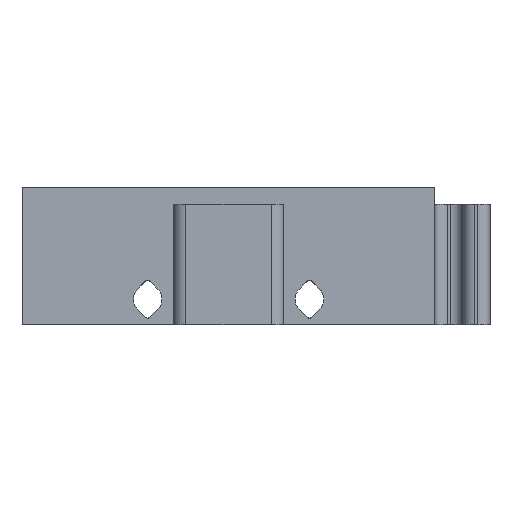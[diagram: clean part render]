
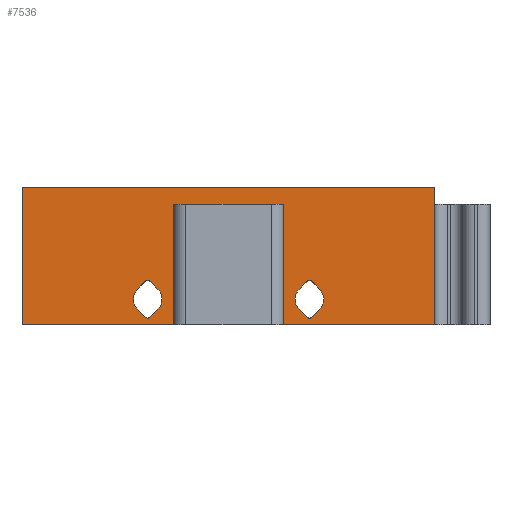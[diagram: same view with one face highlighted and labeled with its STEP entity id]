
A CAD part, left-side view. The second image highlights one B-rep face of the part: STEP entity #7536.
In plain terms, the highlighted planar face has unit normal (-1, 0, 0).
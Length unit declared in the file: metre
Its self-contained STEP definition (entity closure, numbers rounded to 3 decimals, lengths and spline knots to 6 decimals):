
#139=CIRCLE('',#8027,0.0004);
#149=CIRCLE('',#8053,0.002075);
#150=CIRCLE('',#8054,0.0004);
#151=CIRCLE('',#8055,0.002075);
#152=CIRCLE('',#8056,0.0004);
#153=CIRCLE('',#8057,0.002075);
#154=CIRCLE('',#8058,0.002075);
#155=CIRCLE('',#8059,0.0004);
#412=PLANE('',#8052);
#673=LINE('',#10958,#1461);
#832=LINE('',#11484,#1620);
#840=LINE('',#11516,#1628);
#967=LINE('',#11907,#1755);
#968=LINE('',#11912,#1756);
#969=LINE('',#11916,#1757);
#970=LINE('',#11920,#1758);
#971=LINE('',#11923,#1759);
#972=LINE('',#11924,#1760);
#973=LINE('',#11925,#1761);
#974=LINE('',#11927,#1762);
#975=LINE('',#11929,#1763);
#976=LINE('',#11933,#1764);
#977=LINE('',#11934,#1765);
#978=LINE('',#11938,#1766);
#979=LINE('',#11942,#1767);
#1461=VECTOR('',#8557,1.);
#1620=VECTOR('',#8864,1.);
#1628=VECTOR('',#8888,1.);
#1755=VECTOR('',#9237,1.);
#1756=VECTOR('',#9240,1.);
#1757=VECTOR('',#9243,1.);
#1758=VECTOR('',#9246,1.);
#1759=VECTOR('',#9249,1.);
#1760=VECTOR('',#9250,1.);
#1761=VECTOR('',#9251,1.);
#1762=VECTOR('',#9252,1.);
#1763=VECTOR('',#9253,1.);
#1764=VECTOR('',#9256,1.);
#1765=VECTOR('',#9257,1.);
#1766=VECTOR('',#9260,1.);
#1767=VECTOR('',#9263,1.);
#2982=ORIENTED_EDGE('',*,*,#5060,.F.);
#2983=ORIENTED_EDGE('',*,*,#5061,.T.);
#2984=ORIENTED_EDGE('',*,*,#5062,.F.);
#2985=ORIENTED_EDGE('',*,*,#5063,.T.);
#2986=ORIENTED_EDGE('',*,*,#5064,.T.);
#2987=ORIENTED_EDGE('',*,*,#5065,.T.);
#2988=ORIENTED_EDGE('',*,*,#5066,.T.);
#2989=ORIENTED_EDGE('',*,*,#5067,.T.);
#2990=ORIENTED_EDGE('',*,*,#5068,.T.);
#2991=ORIENTED_EDGE('',*,*,#4621,.F.);
#2992=ORIENTED_EDGE('',*,*,#5069,.T.);
#2993=ORIENTED_EDGE('',*,*,#4866,.T.);
#2994=ORIENTED_EDGE('',*,*,#5070,.F.);
#2995=ORIENTED_EDGE('',*,*,#5071,.F.);
#2996=ORIENTED_EDGE('',*,*,#5072,.T.);
#2997=ORIENTED_EDGE('',*,*,#4850,.T.);
#2998=ORIENTED_EDGE('',*,*,#5073,.F.);
#2999=ORIENTED_EDGE('',*,*,#5074,.T.);
#3000=ORIENTED_EDGE('',*,*,#5026,.F.);
#3001=ORIENTED_EDGE('',*,*,#5075,.F.);
#3002=ORIENTED_EDGE('',*,*,#5076,.F.);
#3003=ORIENTED_EDGE('',*,*,#5077,.F.);
#3004=ORIENTED_EDGE('',*,*,#5078,.F.);
#3005=ORIENTED_EDGE('',*,*,#5079,.T.);
#4621=EDGE_CURVE('',#5717,#5718,#673,.F.);
#4850=EDGE_CURVE('',#5931,#5930,#832,.F.);
#4866=EDGE_CURVE('',#5879,#5946,#840,.F.);
#5026=EDGE_CURVE('',#6074,#6075,#139,.F.);
#5060=EDGE_CURVE('',#6100,#6101,#967,.T.);
#5061=EDGE_CURVE('',#6100,#6102,#149,.T.);
#5062=EDGE_CURVE('',#6103,#6102,#968,.T.);
#5063=EDGE_CURVE('',#6103,#6104,#150,.T.);
#5064=EDGE_CURVE('',#6104,#6105,#969,.T.);
#5065=EDGE_CURVE('',#6105,#6106,#151,.T.);
#5066=EDGE_CURVE('',#6106,#6107,#970,.T.);
#5067=EDGE_CURVE('',#6107,#6101,#152,.T.);
#5068=EDGE_CURVE('',#5930,#5718,#971,.T.);
#5069=EDGE_CURVE('',#5717,#5879,#972,.T.);
#5070=EDGE_CURVE('',#6108,#5946,#973,.T.);
#5071=EDGE_CURVE('',#6109,#6108,#974,.T.);
#5072=EDGE_CURVE('',#6109,#5931,#975,.F.);
#5073=EDGE_CURVE('',#6110,#6111,#153,.F.);
#5074=EDGE_CURVE('',#6110,#6075,#976,.T.);
#5075=EDGE_CURVE('',#6112,#6074,#977,.T.);
#5076=EDGE_CURVE('',#6113,#6112,#154,.F.);
#5077=EDGE_CURVE('',#6114,#6113,#978,.T.);
#5078=EDGE_CURVE('',#6115,#6114,#155,.F.);
#5079=EDGE_CURVE('',#6115,#6111,#979,.T.);
#5717=VERTEX_POINT('',#10959);
#5718=VERTEX_POINT('',#10960);
#5879=VERTEX_POINT('',#11382);
#5930=VERTEX_POINT('',#11483);
#5931=VERTEX_POINT('',#11485);
#5946=VERTEX_POINT('',#11515);
#6074=VERTEX_POINT('',#11838);
#6075=VERTEX_POINT('',#11840);
#6100=VERTEX_POINT('',#11908);
#6101=VERTEX_POINT('',#11909);
#6102=VERTEX_POINT('',#11911);
#6103=VERTEX_POINT('',#11913);
#6104=VERTEX_POINT('',#11915);
#6105=VERTEX_POINT('',#11917);
#6106=VERTEX_POINT('',#11919);
#6107=VERTEX_POINT('',#11921);
#6108=VERTEX_POINT('',#11926);
#6109=VERTEX_POINT('',#11928);
#6110=VERTEX_POINT('',#11931);
#6111=VERTEX_POINT('',#11932);
#6112=VERTEX_POINT('',#11935);
#6113=VERTEX_POINT('',#11937);
#6114=VERTEX_POINT('',#11939);
#6115=VERTEX_POINT('',#11941);
#6656=EDGE_LOOP('',(#2982,#2983,#2984,#2985,#2986,#2987,#2988,#2989));
#6657=EDGE_LOOP('',(#2990,#2991,#2992,#2993,#2994,#2995,#2996,#2997));
#6658=EDGE_LOOP('',(#2998,#2999,#3000,#3001,#3002,#3003,#3004,#3005));
#7074=FACE_BOUND('',#6656,.T.);
#7075=FACE_BOUND('',#6657,.T.);
#7076=FACE_BOUND('',#6658,.T.);
#7536=ADVANCED_FACE('',(#7074,#7075,#7076),#412,.F.);
#8027=AXIS2_PLACEMENT_3D('',#11839,#9168,#9169);
#8052=AXIS2_PLACEMENT_3D('',#11906,#9235,#9236);
#8053=AXIS2_PLACEMENT_3D('',#11910,#9238,#9239);
#8054=AXIS2_PLACEMENT_3D('',#11914,#9241,#9242);
#8055=AXIS2_PLACEMENT_3D('',#11918,#9244,#9245);
#8056=AXIS2_PLACEMENT_3D('',#11922,#9247,#9248);
#8057=AXIS2_PLACEMENT_3D('',#11930,#9254,#9255);
#8058=AXIS2_PLACEMENT_3D('',#11936,#9258,#9259);
#8059=AXIS2_PLACEMENT_3D('',#11940,#9261,#9262);
#8557=DIRECTION('',(0.,1.,0.));
#8864=DIRECTION('',(0.,1.,0.));
#8888=DIRECTION('',(0.,1.,0.));
#9168=DIRECTION('',(1.,0.,0.));
#9169=DIRECTION('',(0.,1.,0.));
#9235=DIRECTION('',(1.,0.,0.));
#9236=DIRECTION('',(0.,1.,0.));
#9237=DIRECTION('',(0.,-0.707,-0.707));
#9238=DIRECTION('',(1.,0.,0.));
#9239=DIRECTION('',(0.,1.,0.));
#9240=DIRECTION('',(0.,0.707,-0.707));
#9241=DIRECTION('',(1.,0.,0.));
#9242=DIRECTION('',(0.,1.,0.));
#9243=DIRECTION('',(0.,-0.707,-0.707));
#9244=DIRECTION('',(1.,0.,0.));
#9245=DIRECTION('',(0.,1.,0.));
#9246=DIRECTION('',(0.,0.707,-0.707));
#9247=DIRECTION('',(1.,0.,0.));
#9248=DIRECTION('',(0.,1.,0.));
#9249=DIRECTION('',(0.,0.,1.));
#9250=DIRECTION('',(0.,0.,-1.));
#9251=DIRECTION('',(0.,0.,-1.));
#9252=DIRECTION('',(0.,1.,0.));
#9253=DIRECTION('',(0.,0.,1.));
#9254=DIRECTION('',(1.,0.,0.));
#9255=DIRECTION('',(0.,1.,0.));
#9256=DIRECTION('',(0.,0.707,-0.707));
#9257=DIRECTION('',(0.,-0.707,-0.707));
#9258=DIRECTION('',(1.,0.,0.));
#9259=DIRECTION('',(0.,1.,0.));
#9260=DIRECTION('',(0.,0.707,-0.707));
#9261=DIRECTION('',(1.,0.,0.));
#9262=DIRECTION('',(0.,1.,0.));
#9263=DIRECTION('',(0.,-0.707,-0.707));
#10958=CARTESIAN_POINT('',(1.410025,1.542111,0.38));
#10959=CARTESIAN_POINT('',(1.410025,1.65,0.38));
#10960=CARTESIAN_POINT('',(1.410025,1.590025,0.38));
#11382=CARTESIAN_POINT('',(1.410025,1.65,0.36));
#11483=CARTESIAN_POINT('',(1.410025,1.590025,0.36));
#11484=CARTESIAN_POINT('',(1.410025,1.542111,0.36));
#11485=CARTESIAN_POINT('',(1.410025,1.614222,0.36));
#11515=CARTESIAN_POINT('',(1.410025,1.625778,0.36));
#11516=CARTESIAN_POINT('',(1.410025,1.662111,0.36));
#11838=CARTESIAN_POINT('',(1.410025,1.608549,0.361082));
#11839=CARTESIAN_POINT('',(1.410025,1.608267,0.361365));
#11840=CARTESIAN_POINT('',(1.410025,1.607984,0.361082));
#11906=CARTESIAN_POINT('',(1.410025,1.542111,0.38));
#11907=CARTESIAN_POINT('',(1.410025,1.596523,0.325588));
#11908=CARTESIAN_POINT('',(1.410025,1.633201,0.362266));
#11909=CARTESIAN_POINT('',(1.410025,1.632016,0.361082));
#11910=CARTESIAN_POINT('',(1.410025,1.631733,0.363733));
#11911=CARTESIAN_POINT('',(1.410025,1.633201,0.365201));
#11912=CARTESIAN_POINT('',(1.410025,1.580256,0.418145));
#11913=CARTESIAN_POINT('',(1.410025,1.632016,0.366385));
#11914=CARTESIAN_POINT('',(1.410025,1.631733,0.366102));
#11915=CARTESIAN_POINT('',(1.410025,1.631451,0.366385));
#11916=CARTESIAN_POINT('',(1.410025,1.593588,0.328523));
#11917=CARTESIAN_POINT('',(1.410025,1.630266,0.365201));
#11918=CARTESIAN_POINT('',(1.410025,1.631733,0.363733));
#11919=CARTESIAN_POINT('',(1.410025,1.630266,0.362266));
#11920=CARTESIAN_POINT('',(1.410025,1.577322,0.415211));
#11921=CARTESIAN_POINT('',(1.410025,1.631451,0.361082));
#11922=CARTESIAN_POINT('',(1.410025,1.631733,0.361365));
#11923=CARTESIAN_POINT('',(1.410025,1.590025,0.38));
#11924=CARTESIAN_POINT('',(1.410025,1.65,0.38));
#11925=CARTESIAN_POINT('',(1.410025,1.625778,0.38));
#11926=CARTESIAN_POINT('',(1.410025,1.625778,0.3775));
#11927=CARTESIAN_POINT('',(1.410025,1.662111,0.3775));
#11928=CARTESIAN_POINT('',(1.410025,1.614222,0.3775));
#11929=CARTESIAN_POINT('',(1.410025,1.614222,0.38));
#11930=CARTESIAN_POINT('',(1.410025,1.608267,0.363733));
#11931=CARTESIAN_POINT('',(1.410025,1.606799,0.362266));
#11932=CARTESIAN_POINT('',(1.410025,1.606799,0.365201));
#11933=CARTESIAN_POINT('',(1.410025,1.565588,0.403477));
#11934=CARTESIAN_POINT('',(1.410025,1.584789,0.337322));
#11935=CARTESIAN_POINT('',(1.410025,1.609734,0.362266));
#11936=CARTESIAN_POINT('',(1.410025,1.608267,0.363733));
#11937=CARTESIAN_POINT('',(1.410025,1.609734,0.365201));
#11938=CARTESIAN_POINT('',(1.410025,1.568523,0.406412));
#11939=CARTESIAN_POINT('',(1.410025,1.608549,0.366385));
#11940=CARTESIAN_POINT('',(1.410025,1.608267,0.366102));
#11941=CARTESIAN_POINT('',(1.410025,1.607984,0.366385));
#11942=CARTESIAN_POINT('',(1.410025,1.581855,0.340256));
